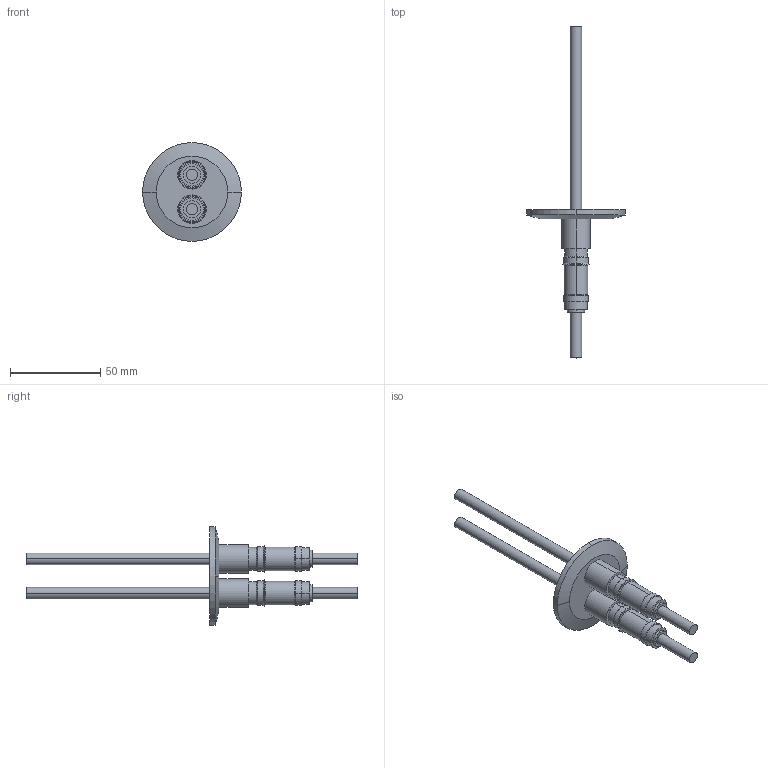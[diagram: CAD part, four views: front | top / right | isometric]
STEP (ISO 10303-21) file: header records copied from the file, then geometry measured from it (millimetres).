
FILE_DESCRIPTION (( 'STEP AP214' ), '1' );
FILE_NAME ('264-63CU12K-2-K40.STEP', '2021-09-22T15:23:36', ( '' ), ( '' ), 'SwSTEP 2.0', 'SolidWorks 2017', '' );
FILE_SCHEMA (( 'AUTOMOTIVE_DESIGN' ));
Length unit declared in the file: millimetre
Products named in the file (1): 264-63CU12K-2-K40
Bounding box: 54.86 x 184.15 x 54.86 mm (x, y, z)
Volume: 28671.3 mm3; surface area: 21823.6 mm2
Topology: 1 solids, 1 shells, 117 faces, 242 edges, 156 vertices
Faces by surface type: cylinder 68, plane 31, cone 14, bspline 4
Entity records: 3532 total; most frequent: DIRECTION 630, CARTESIAN_POINT 576, ORIENTED_EDGE 484, AXIS2_PLACEMENT_3D 274, EDGE_CURVE 242, CIRCLE 160, VERTEX_POINT 156, EDGE_LOOP 146
